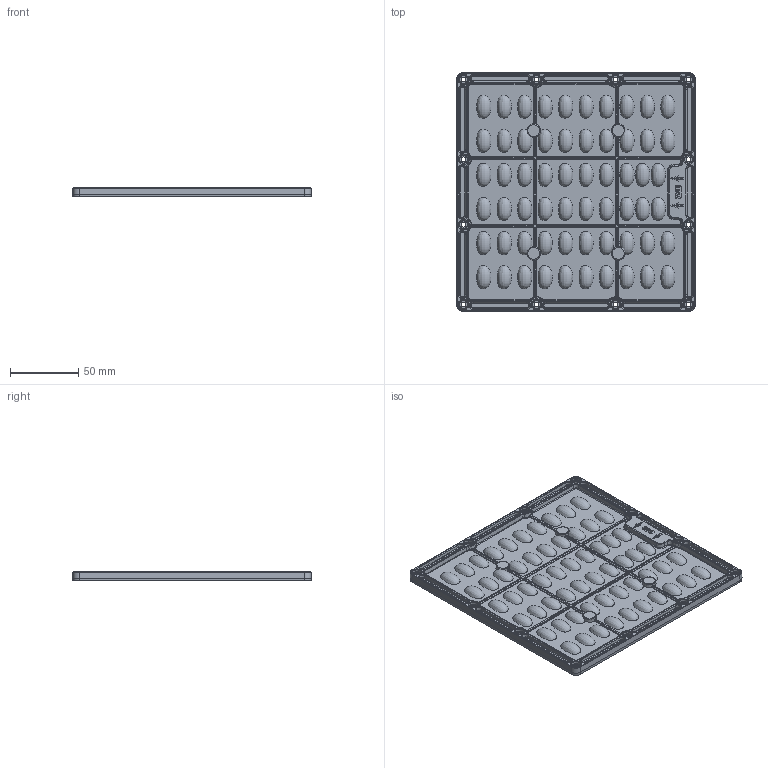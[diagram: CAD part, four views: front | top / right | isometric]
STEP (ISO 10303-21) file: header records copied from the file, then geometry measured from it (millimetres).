
FILE_DESCRIPTION(/* description */ (''),/* implementation_level */ '2;1');
FILE_NAME(/* name */ 'JY-BAF60TYPE2-175175(无光学3D）.stp',/* time_stamp */ '2019-12-27T10:16:01+08:00',/* author */ (''),/* organization */ (''),/* preprocessor_version */ 'ST-DEVELOPER v16',/* originating_system */ 'SIEMENS PLM Software NX 10.0',/* authorisation */ '');
FILE_SCHEMA (('AP203_CONFIGURATION_CONTROLLED_3D_DESIGN_OF_MECHANICAL_PARTS_AND_ASSEMBLIES_MIM_LF { 1 0 10303 403 2 1 2}'));
Products named in the file (1): jy2224D15Azt96
Bounding box: 175 x 175 x 7.14 mm (x, y, z)
Volume: 87647.2 mm3; surface area: 81509.1 mm2
Topology: 1 solids, 1 shells, 1570 faces, 3938 edges, 2568 vertices
Faces by surface type: plane 605, cylinder 415, bspline 202, cone 183, torus 159, extrusion 6
Entity records: 72016 total; most frequent: CARTESIAN_POINT 36910, ORIENTED_EDGE 7744, DIRECTION 6524, EDGE_CURVE 3872, VERTEX_POINT 2545, AXIS2_PLACEMENT_3D 2322, VECTOR 1880, LINE 1874
